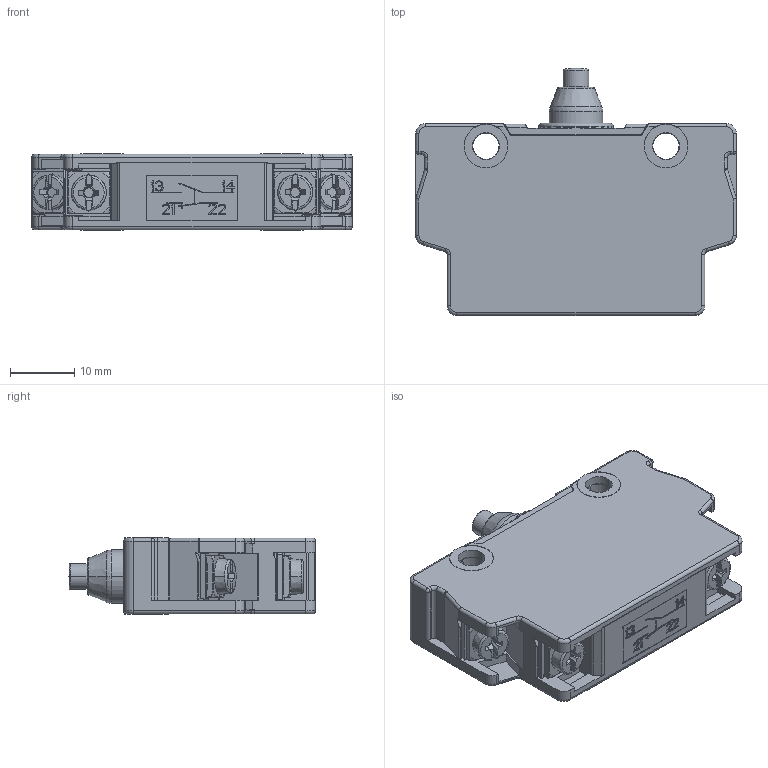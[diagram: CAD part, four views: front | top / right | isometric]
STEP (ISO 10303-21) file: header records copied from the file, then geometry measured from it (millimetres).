
FILE_DESCRIPTION((''),'2;1');
FILE_NAME('83250220','2021-10-04T',('DLAUGT01'),('CROUZET-AUTOMATISMES'),'CREO PARAMETRIC BY PTC INC, 2017170','CREO PARAMETRIC BY PTC INC, 2017170','');
FILE_SCHEMA(('AP203_CONFIGURATION_CONTROLLED_3D_DESIGN_OF_MECHANICAL_PARTS_AND_ASSEMBLIES_MIM_LF { 1 0 10303 403 2 1 2 }'));
Products named in the file (1): 83250220
Bounding box: 49.85 x 38.45 x 11.88 mm (x, y, z)
Volume: 13475 mm3; surface area: 9682.3 mm2
Topology: 1 solids, 1 shells, 1800 faces, 4878 edges, 3111 vertices
Faces by surface type: plane 1092, cylinder 382, torus 140, bspline 72, sphere 58, cone 56
Entity records: 73180 total; most frequent: CARTESIAN_POINT 17677, ORIENTED_EDGE 9752, DIRECTION 9114, EDGE_CURVE 4876, VECTOR 3309, LINE 3309, VERTEX_POINT 3111, AXIS2_PLACEMENT_3D 2901
